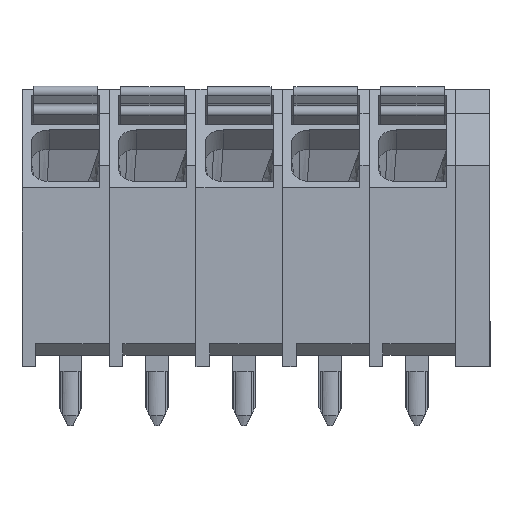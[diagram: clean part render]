
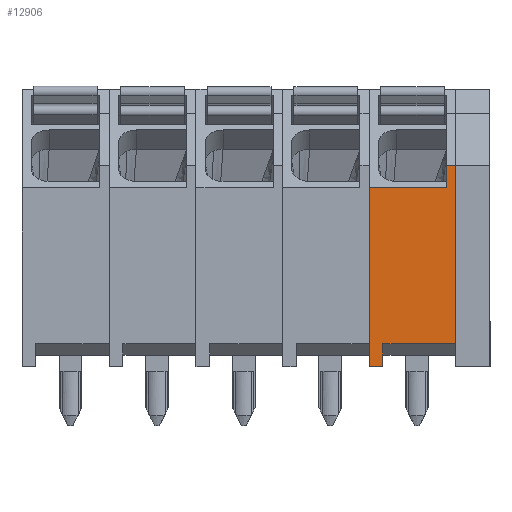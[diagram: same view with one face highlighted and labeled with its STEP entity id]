
A CAD part, front view. The second image highlights one B-rep face of the part: STEP entity #12906.
In plain terms, the highlighted planar face has unit normal (0, -1, 0).
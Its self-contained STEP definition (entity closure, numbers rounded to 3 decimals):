
#940=ORIENTED_EDGE('',*,*,#4746,.T.);
#941=ORIENTED_EDGE('',*,*,#4747,.T.);
#942=ORIENTED_EDGE('',*,*,#4556,.F.);
#943=ORIENTED_EDGE('',*,*,#4748,.T.);
#944=ORIENTED_EDGE('',*,*,#4749,.T.);
#945=ORIENTED_EDGE('',*,*,#4609,.T.);
#946=ORIENTED_EDGE('',*,*,#4638,.T.);
#947=ORIENTED_EDGE('',*,*,#4750,.F.);
#4556=EDGE_CURVE('',#6464,#6465,#7736,.T.);
#4609=EDGE_CURVE('',#6509,#6508,#7780,.T.);
#4638=EDGE_CURVE('',#6508,#6534,#7803,.T.);
#4746=EDGE_CURVE('',#6640,#6641,#7891,.T.);
#4747=EDGE_CURVE('',#6641,#6465,#7892,.T.);
#4748=EDGE_CURVE('',#6464,#6642,#7893,.T.);
#4749=EDGE_CURVE('',#6642,#6509,#7894,.T.);
#4750=EDGE_CURVE('',#6640,#6534,#7895,.T.);
#6464=VERTEX_POINT('',#18646);
#6465=VERTEX_POINT('',#18648);
#6508=VERTEX_POINT('',#18748);
#6509=VERTEX_POINT('',#18750);
#6534=VERTEX_POINT('',#18813);
#6640=VERTEX_POINT('',#19040);
#6641=VERTEX_POINT('',#19041);
#6642=VERTEX_POINT('',#19044);
#7736=LINE('',#18647,#9267);
#7780=LINE('',#18749,#9311);
#7803=LINE('',#18814,#9334);
#7891=LINE('',#19039,#9422);
#7892=LINE('',#19042,#9423);
#7893=LINE('',#19043,#9424);
#7894=LINE('',#19045,#9425);
#7895=LINE('',#19046,#9426);
#9267=VECTOR('',#14879,1000.);
#9311=VECTOR('',#14951,1000.);
#9334=VECTOR('',#14990,1000.);
#9422=VECTOR('',#15142,1000.);
#9423=VECTOR('',#15143,1000.);
#9424=VECTOR('',#15144,1000.);
#9425=VECTOR('',#15145,1000.);
#9426=VECTOR('',#15146,1000.);
#10776=EDGE_LOOP('',(#940,#941,#942,#943,#944,#945,#946,#947));
#11578=FACE_BOUND('',#10776,.T.);
#12365=PLANE('',#13752);
#12906=ADVANCED_FACE('',(#11578),#12365,.F.);
#13752=AXIS2_PLACEMENT_3D('',#19038,#15140,#15141);
#14879=DIRECTION('',(0.,0.,-1.));
#14951=DIRECTION('',(-1.,0.,0.));
#14990=DIRECTION('',(0.,0.,-1.));
#15140=DIRECTION('',(0.,1.,0.));
#15141=DIRECTION('',(0.,0.,1.));
#15142=DIRECTION('',(0.,0.,1.));
#15143=DIRECTION('',(1.,0.,0.));
#15144=DIRECTION('',(-1.,0.,0.));
#15145=DIRECTION('',(0.,0.,-1.));
#15146=DIRECTION('',(-1.,0.,0.));
#18646=CARTESIAN_POINT('',(1.905,-6.,4.85));
#18647=CARTESIAN_POINT('',(1.905,-6.,4.85));
#18648=CARTESIAN_POINT('',(1.905,-6.,-2.99));
#18748=CARTESIAN_POINT('',(-1.905,-6.,3.86));
#18749=CARTESIAN_POINT('',(1.495,-6.,3.86));
#18750=CARTESIAN_POINT('',(1.495,-6.,3.86));
#18813=CARTESIAN_POINT('',(-1.905,-6.,-4.));
#18814=CARTESIAN_POINT('',(-1.905,-6.,4.85));
#19038=CARTESIAN_POINT('',(1.905,-6.,4.85));
#19039=CARTESIAN_POINT('',(-1.305,-6.,-4.));
#19040=CARTESIAN_POINT('',(-1.305,-6.,-4.));
#19041=CARTESIAN_POINT('',(-1.305,-6.,-2.99));
#19042=CARTESIAN_POINT('',(1.905,-6.,-2.99));
#19043=CARTESIAN_POINT('',(1.905,-6.,4.85));
#19044=CARTESIAN_POINT('',(1.495,-6.,4.85));
#19045=CARTESIAN_POINT('',(1.495,-6.,3.86));
#19046=CARTESIAN_POINT('',(1.905,-6.,-4.));
